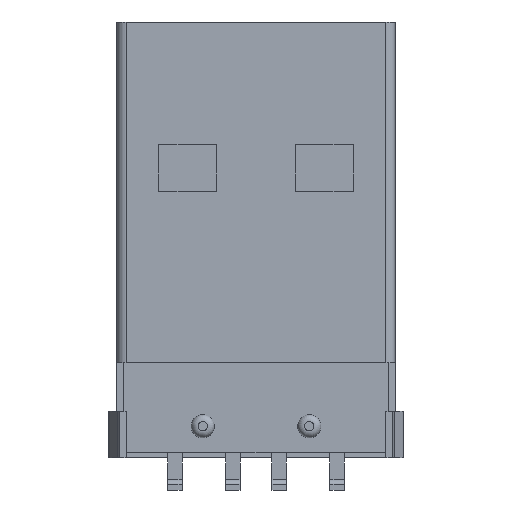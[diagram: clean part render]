
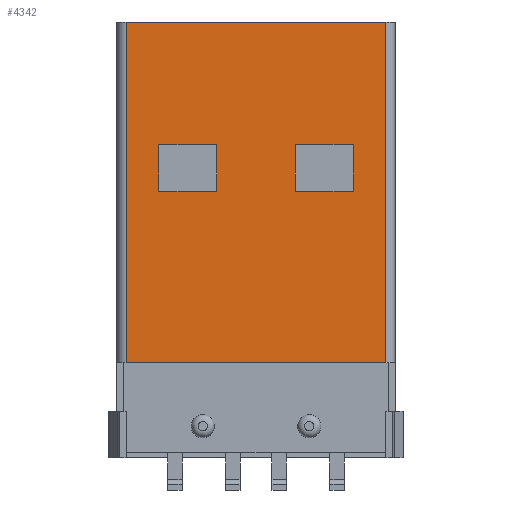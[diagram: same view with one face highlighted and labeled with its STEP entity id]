
A CAD part, front view. The second image highlights one B-rep face of the part: STEP entity #4342.
In plain terms, the highlighted planar face has unit normal (0, -1, 0).
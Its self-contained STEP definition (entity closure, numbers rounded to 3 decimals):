
#996=ORIENTED_EDGE('',*,*,#1814,.F.);
#997=ORIENTED_EDGE('',*,*,#1815,.T.);
#998=ORIENTED_EDGE('',*,*,#1816,.T.);
#999=ORIENTED_EDGE('',*,*,#1817,.F.);
#1000=ORIENTED_EDGE('',*,*,#1818,.F.);
#1001=ORIENTED_EDGE('',*,*,#1819,.T.);
#1002=ORIENTED_EDGE('',*,*,#1820,.T.);
#1003=ORIENTED_EDGE('',*,*,#1821,.F.);
#1004=ORIENTED_EDGE('',*,*,#1822,.T.);
#1005=ORIENTED_EDGE('',*,*,#1823,.F.);
#1006=ORIENTED_EDGE('',*,*,#1824,.F.);
#1007=ORIENTED_EDGE('',*,*,#1812,.T.);
#1812=EDGE_CURVE('',#2288,#2287,#2818,.T.);
#1814=EDGE_CURVE('',#2289,#2290,#2819,.T.);
#1815=EDGE_CURVE('',#2289,#2291,#2820,.T.);
#1816=EDGE_CURVE('',#2291,#2292,#2821,.T.);
#1817=EDGE_CURVE('',#2290,#2292,#2822,.T.);
#1818=EDGE_CURVE('',#2293,#2294,#2823,.T.);
#1819=EDGE_CURVE('',#2293,#2295,#2824,.T.);
#1820=EDGE_CURVE('',#2295,#2296,#2825,.T.);
#1821=EDGE_CURVE('',#2294,#2296,#2826,.T.);
#1822=EDGE_CURVE('',#2287,#2297,#2827,.T.);
#1823=EDGE_CURVE('',#2298,#2297,#2828,.T.);
#1824=EDGE_CURVE('',#2288,#2298,#2829,.T.);
#2287=VERTEX_POINT('',#6740);
#2288=VERTEX_POINT('',#6742);
#2289=VERTEX_POINT('',#6746);
#2290=VERTEX_POINT('',#6747);
#2291=VERTEX_POINT('',#6749);
#2292=VERTEX_POINT('',#6751);
#2293=VERTEX_POINT('',#6754);
#2294=VERTEX_POINT('',#6755);
#2295=VERTEX_POINT('',#6757);
#2296=VERTEX_POINT('',#6759);
#2297=VERTEX_POINT('',#6762);
#2298=VERTEX_POINT('',#6764);
#2818=LINE('',#6741,#3367);
#2819=LINE('',#6745,#3368);
#2820=LINE('',#6748,#3369);
#2821=LINE('',#6750,#3370);
#2822=LINE('',#6752,#3371);
#2823=LINE('',#6753,#3372);
#2824=LINE('',#6756,#3373);
#2825=LINE('',#6758,#3374);
#2826=LINE('',#6760,#3375);
#2827=LINE('',#6761,#3376);
#2828=LINE('',#6763,#3377);
#2829=LINE('',#6765,#3378);
#3367=VECTOR('',#5500,1000.);
#3368=VECTOR('',#5505,1000.);
#3369=VECTOR('',#5506,1000.);
#3370=VECTOR('',#5507,1000.);
#3371=VECTOR('',#5508,1000.);
#3372=VECTOR('',#5509,1000.);
#3373=VECTOR('',#5510,1000.);
#3374=VECTOR('',#5511,1000.);
#3375=VECTOR('',#5512,1000.);
#3376=VECTOR('',#5513,1000.);
#3377=VECTOR('',#5514,1000.);
#3378=VECTOR('',#5515,1000.);
#3674=EDGE_LOOP('',(#996,#997,#998,#999));
#3675=EDGE_LOOP('',(#1000,#1001,#1002,#1003));
#3676=EDGE_LOOP('',(#1004,#1005,#1006,#1007));
#3923=FACE_BOUND('',#3674,.T.);
#3924=FACE_BOUND('',#3675,.T.);
#3925=FACE_BOUND('',#3676,.T.);
#4147=PLANE('',#4625);
#4342=ADVANCED_FACE('',(#3923,#3924,#3925),#4147,.F.);
#4625=AXIS2_PLACEMENT_3D('',#6744,#5503,#5504);
#5500=DIRECTION('',(0.,0.,-1.));
#5503=DIRECTION('',(0.,1.,0.));
#5504=DIRECTION('',(0.,0.,1.));
#5505=DIRECTION('',(-1.,0.,0.));
#5506=DIRECTION('',(0.,0.,-1.));
#5507=DIRECTION('',(-1.,0.,0.));
#5508=DIRECTION('',(0.,0.,-1.));
#5509=DIRECTION('',(-1.,0.,0.));
#5510=DIRECTION('',(0.,0.,-1.));
#5511=DIRECTION('',(-1.,0.,0.));
#5512=DIRECTION('',(0.,0.,-1.));
#5513=DIRECTION('',(1.,0.,0.));
#5514=DIRECTION('',(0.,0.,-1.));
#5515=DIRECTION('',(1.,0.,0.));
#6740=CARTESIAN_POINT('',(-5.6,0.,-5.3));
#6741=CARTESIAN_POINT('',(-5.6,0.,9.4));
#6742=CARTESIAN_POINT('',(-5.6,0.,9.4));
#6744=CARTESIAN_POINT('',(-5.6,0.,9.4));
#6745=CARTESIAN_POINT('',(4.2,0.,4.1));
#6746=CARTESIAN_POINT('',(4.2,0.,4.1));
#6747=CARTESIAN_POINT('',(1.7,0.,4.1));
#6748=CARTESIAN_POINT('',(4.2,0.,4.1));
#6749=CARTESIAN_POINT('',(4.2,0.,2.1));
#6750=CARTESIAN_POINT('',(4.2,0.,2.1));
#6751=CARTESIAN_POINT('',(1.7,0.,2.1));
#6752=CARTESIAN_POINT('',(1.7,0.,4.1));
#6753=CARTESIAN_POINT('',(-1.7,0.,4.1));
#6754=CARTESIAN_POINT('',(-1.7,0.,4.1));
#6755=CARTESIAN_POINT('',(-4.2,0.,4.1));
#6756=CARTESIAN_POINT('',(-1.7,0.,4.1));
#6757=CARTESIAN_POINT('',(-1.7,0.,2.1));
#6758=CARTESIAN_POINT('',(-1.7,0.,2.1));
#6759=CARTESIAN_POINT('',(-4.2,0.,2.1));
#6760=CARTESIAN_POINT('',(-4.2,0.,4.1));
#6761=CARTESIAN_POINT('',(-5.6,0.,-5.3));
#6762=CARTESIAN_POINT('',(5.6,0.,-5.3));
#6763=CARTESIAN_POINT('',(5.6,0.,9.4));
#6764=CARTESIAN_POINT('',(5.6,0.,9.4));
#6765=CARTESIAN_POINT('',(-5.6,0.,9.4));
